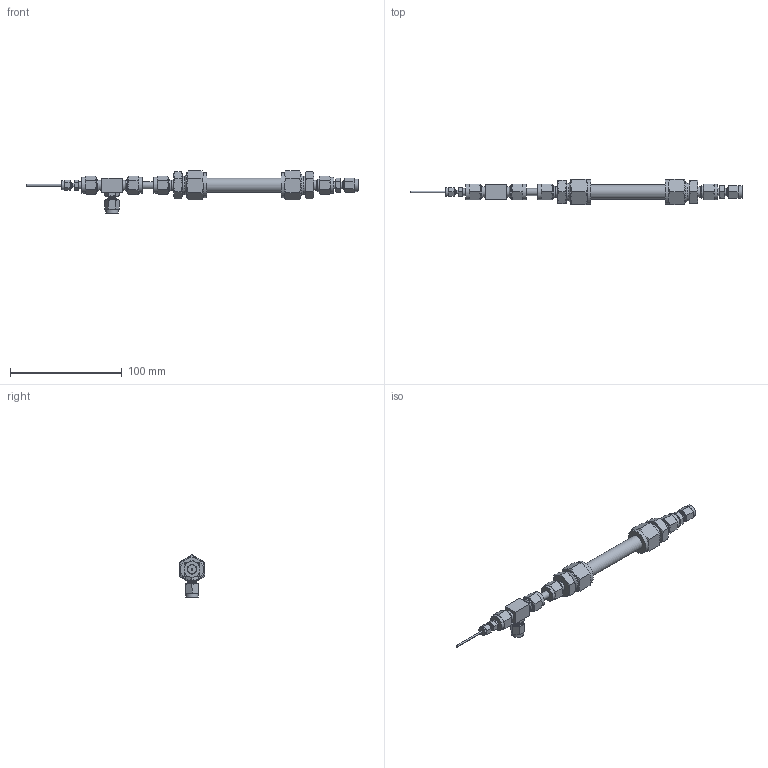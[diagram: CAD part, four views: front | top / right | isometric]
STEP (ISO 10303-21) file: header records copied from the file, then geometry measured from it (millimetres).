
FILE_DESCRIPTION(/* description */ (''),/* implementation_level */ '2;1');
FILE_NAME(/* name */ 'GravSep_V2_Swagelok_parts.step',/* time_stamp */ '2025-03-27T23:57:33+01:00',/* author */ (''),/* organization */ (''),/* preprocessor_version */ 'ST-DEVELOPER v20.1',/* originating_system */ 'Autodesk Translation Framework v14.4.0.0',/* authorisation */ '');
FILE_SCHEMA (('AUTOMOTIVE_DESIGN { 1 0 10303 214 3 1 1 }'));
Length unit declared in the file: millimetre
Products named in the file (7): GravSep_V2_Swagelok_schematic_drawing; PRODUCT_ID_1; PRODUCT_ID_1_1; PRODUCT_ID_1_2; PRODUCT_ID_1_3; PRODUCT_ID_1_4; PRODUCT_ID_1_5
Assembly tree (6 placements, depth 2):
  GravSep_V2_Swagelok_schematic_drawing
    PRODUCT_ID_1
    PRODUCT_ID_1_1
    PRODUCT_ID_1_2
    PRODUCT_ID_1_3
    PRODUCT_ID_1_4
    PRODUCT_ID_1_5
Bounding box: 296.71 x 22.35 x 37.76 mm (x, y, z)
Volume: 37746.1 mm3; surface area: 29538.1 mm2
Topology: 8 solids, 8 shells, 365 faces, 770 edges, 454 vertices
Faces by surface type: cone 171, plane 141, cylinder 53
Full cylindrical faces by diameter (mm): 1 x1, 1.59 x2, 2.286 x2, 3.175 x2, 3.566 x1, 3.86 x1, 4.318 x3, 4.826 x5, 6.259 x2, 6.35 x7, 7.874 x1, 7.938 x2, 8.954 x4, 10 x1, 11.113 x4, 11.176 x2, 12.7 x3, 14.224 x4, 16.025 x2, 19.05 x2, 22.352 x2
Entity records: 9534 total; most frequent: CARTESIAN_POINT 2250, ORIENTED_EDGE 1540, DIRECTION 1472, EDGE_CURVE 770, AXIS2_PLACEMENT_3D 648, VERTEX_POINT 454, EDGE_LOOP 416, FACE_OUTER_BOUND 365
